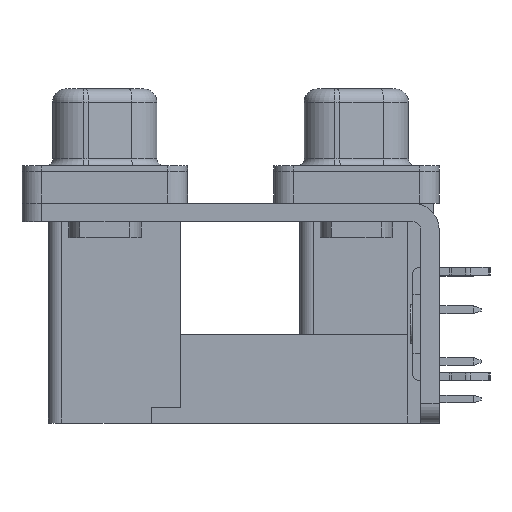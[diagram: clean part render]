
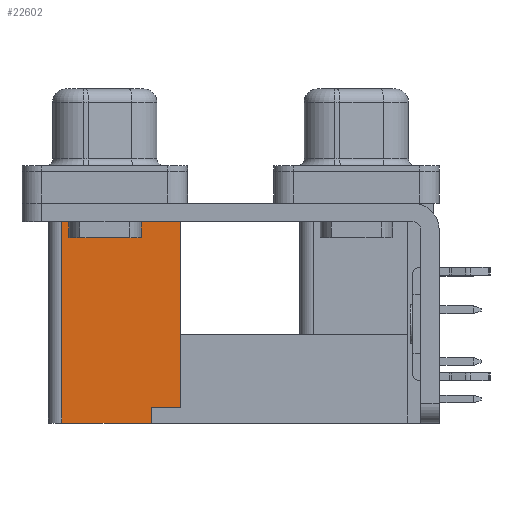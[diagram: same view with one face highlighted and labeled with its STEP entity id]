
A CAD part, left-side view. The second image highlights one B-rep face of the part: STEP entity #22602.
In plain terms, the highlighted planar face has unit normal (-1, 0, 0).
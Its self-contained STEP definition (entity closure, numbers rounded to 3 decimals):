
#97 = EDGE_CURVE ( 'NONE', #33055, #33053, #2289, .T. ) ;
#158 = EDGE_CURVE ( 'NONE', #33053, #33048, #2388, .T. ) ;
#169 = EDGE_CURVE ( 'NONE', #33034, #32969, #2405, .T. ) ;
#220 = EDGE_CURVE ( 'NONE', #32969, #32974, #2486, .T. ) ;
#648 = VERTEX_POINT ( 'NONE', #6130 ) ;
#1289 = CARTESIAN_POINT ( 'NONE',  ( -19.73, 15.521, -19.501 ) ) ;
#1317 = DIRECTION ( 'NONE',  ( 0., 0., 1. ) ) ;
#1650 = DIRECTION ( 'NONE',  ( 0., -1., 0. ) ) ;
#1653 = CARTESIAN_POINT ( 'NONE',  ( -19.73, 13.321, -18.351 ) ) ;
#2070 = EDGE_LOOP ( 'NONE', ( #29167, #29168, #29169, #29170, #29171, #29172, #29173 ) ) ;
#2289 = LINE ( 'NONE', #1289, #2294 ) ;
#2294 = VECTOR ( 'NONE', #1317, 1000. ) ;
#2388 = LINE ( 'NONE', #1653, #2393 ) ;
#2393 = VECTOR ( 'NONE', #1650, 1000. ) ;
#2405 = LINE ( 'NONE', #5268, #2410 ) ;
#2410 = VECTOR ( 'NONE', #5275, 1000. ) ;
#2486 = LINE ( 'NONE', #5385, #2494 ) ;
#2494 = VECTOR ( 'NONE', #5394, 1000. ) ;
#4921 = DIRECTION ( 'NONE',  ( 0., 1., 0. ) ) ;
#4925 = CARTESIAN_POINT ( 'NONE',  ( -19.73, 22.321, -19.5 ) ) ;
#4957 = CARTESIAN_POINT ( 'NONE',  ( -19.73, 13.321, -79.707 ) ) ;
#4958 = DIRECTION ( 'NONE',  ( 0., 0., 1. ) ) ;
#5268 = CARTESIAN_POINT ( 'NONE',  ( -19.73, 13.321, -79.707 ) ) ;
#5275 = DIRECTION ( 'NONE',  ( 0., 0., 1. ) ) ;
#5385 = CARTESIAN_POINT ( 'NONE',  ( -19.73, 22.321, -2.85 ) ) ;
#5394 = DIRECTION ( 'NONE',  ( 0., 1., 0. ) ) ;
#6130 = CARTESIAN_POINT ( 'NONE',  ( -19.73, 22.321, -19.5 ) ) ;
#6466 = LINE ( 'NONE', #4925, #6468 ) ;
#6468 = VECTOR ( 'NONE', #4921, 1000. ) ;
#6486 = LINE ( 'NONE', #4957, #6488 ) ;
#6488 = VECTOR ( 'NONE', #4958, 1000. ) ;
#10379 = CARTESIAN_POINT ( 'NONE',  ( -19.73, 13.321, -2.85 ) ) ;
#10384 = CARTESIAN_POINT ( 'NONE',  ( -19.73, 22.321, -2.85 ) ) ;
#10444 = CARTESIAN_POINT ( 'NONE',  ( -19.73, 13.321, -12.801 ) ) ;
#10458 = CARTESIAN_POINT ( 'NONE',  ( -19.73, 13.321, -18.351 ) ) ;
#10463 = CARTESIAN_POINT ( 'NONE',  ( -19.73, 15.521, -18.351 ) ) ;
#10465 = CARTESIAN_POINT ( 'NONE',  ( -19.73, 15.521, -19.5 ) ) ;
#12781 = LINE ( 'NONE', #13559, #12783 ) ;
#12783 = VECTOR ( 'NONE', #13560, 1000. ) ;
#13559 = CARTESIAN_POINT ( 'NONE',  ( -19.73, 22.321, -79.707 ) ) ;
#13560 = DIRECTION ( 'NONE',  ( 0., 0., 1. ) ) ;
#18824 = FACE_OUTER_BOUND ( 'NONE', #2070, .T. ) ;
#20920 = PLANE ( 'NONE',  #26907 ) ;
#20940 = CARTESIAN_POINT ( 'NONE',  ( -19.73, 22.321, -79.707 ) ) ;
#20941 = DIRECTION ( 'NONE',  ( 1., 0., 0. ) ) ;
#20942 = DIRECTION ( 'NONE',  ( 0., 0., -1. ) ) ;
#22602 = ADVANCED_FACE ( 'NONE', ( #18824 ), #20920, .F. ) ;
#26907 = AXIS2_PLACEMENT_3D ( 'NONE', #20940, #20941, #20942 ) ;
#29167 = ORIENTED_EDGE ( 'NONE', *, *, #97, .T. ) ;
#29168 = ORIENTED_EDGE ( 'NONE', *, *, #158, .T. ) ;
#29169 = ORIENTED_EDGE ( 'NONE', *, *, #30434, .T. ) ;
#29170 = ORIENTED_EDGE ( 'NONE', *, *, #169, .T. ) ;
#29171 = ORIENTED_EDGE ( 'NONE', *, *, #220, .T. ) ;
#29172 = ORIENTED_EDGE ( 'NONE', *, *, #33580, .F. ) ;
#29173 = ORIENTED_EDGE ( 'NONE', *, *, #30420, .F. ) ;
#30420 = EDGE_CURVE ( 'NONE', #33055, #648, #6466, .T. ) ;
#30434 = EDGE_CURVE ( 'NONE', #33048, #33034, #6486, .T. ) ;
#32969 = VERTEX_POINT ( 'NONE', #10379 ) ;
#32974 = VERTEX_POINT ( 'NONE', #10384 ) ;
#33034 = VERTEX_POINT ( 'NONE', #10444 ) ;
#33048 = VERTEX_POINT ( 'NONE', #10458 ) ;
#33053 = VERTEX_POINT ( 'NONE', #10463 ) ;
#33055 = VERTEX_POINT ( 'NONE', #10465 ) ;
#33580 = EDGE_CURVE ( 'NONE', #648, #32974, #12781, .T. ) ;
